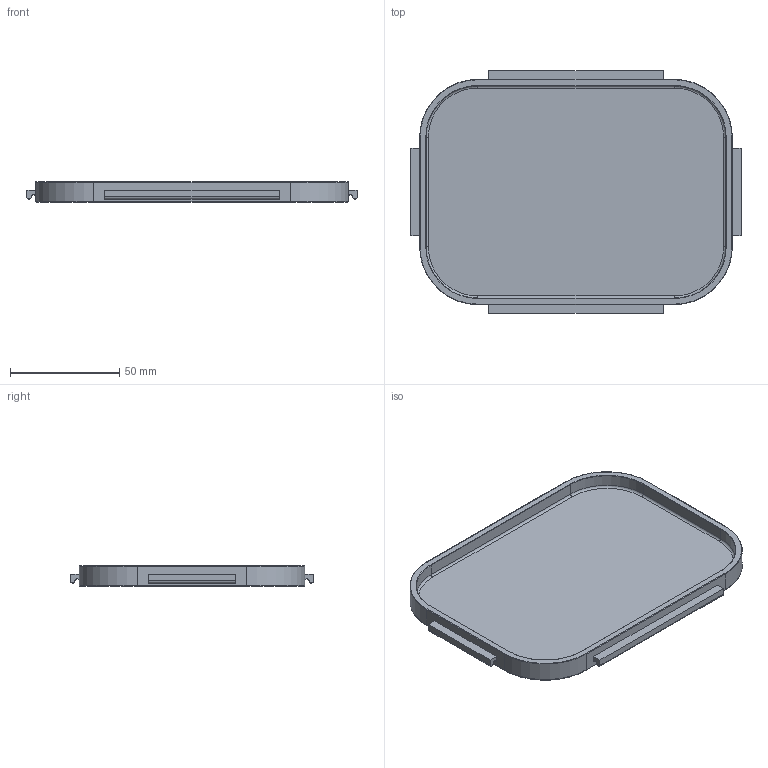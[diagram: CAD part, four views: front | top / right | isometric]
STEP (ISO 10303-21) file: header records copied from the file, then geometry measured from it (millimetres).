
FILE_DESCRIPTION(/* description */ (''),/* implementation_level */ '2;1');
FILE_NAME(/* name */ 'Sub Robobuoy V2.0 v3.step',/* time_stamp */ '2024-06-27T10:44:15+02:00',/* author */ (''),/* organization */ (''),/* preprocessor_version */ 'ST-DEVELOPER v20',/* originating_system */ 'Autodesk Translation Framework v13.14.0.145',/* authorisation */ '');
FILE_SCHEMA (('AUTOMOTIVE_DESIGN { 1 0 10303 214 3 1 1 }'));
Length unit declared in the file: millimetre
Products named in the file (2): Sub Robobuoy V2.0; BoxSealCover
Assembly tree (1 placements, depth 2):
  Sub Robobuoy V2.0
    BoxSealCover
Bounding box: 151 x 111 x 9.5 mm (x, y, z)
Volume: 53841.7 mm3; surface area: 37482.9 mm2
Topology: 1 solids, 1 shells, 75 faces, 172 edges, 104 vertices
Faces by surface type: cylinder 32, plane 27, torus 16
Entity records: 2163 total; most frequent: DIRECTION 408, CARTESIAN_POINT 354, ORIENTED_EDGE 344, EDGE_CURVE 172, AXIS2_PLACEMENT_3D 158, VERTEX_POINT 104, LINE 92, VECTOR 92
